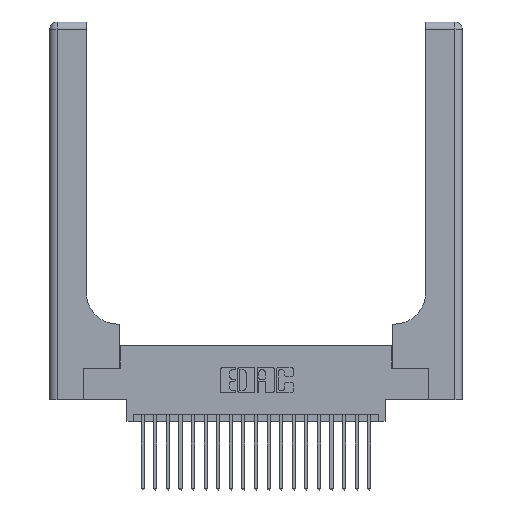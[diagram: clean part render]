
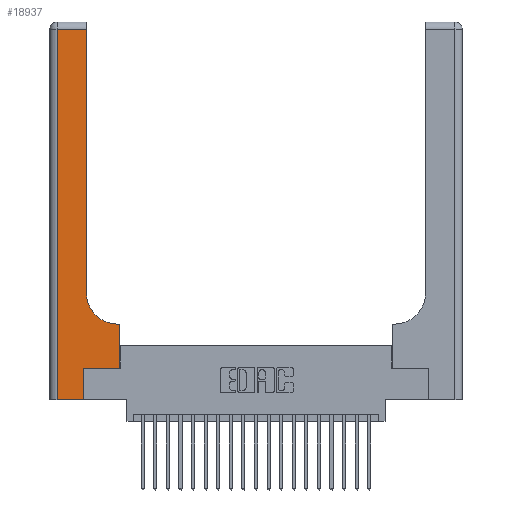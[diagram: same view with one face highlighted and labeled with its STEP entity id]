
A CAD part, top view. The second image highlights one B-rep face of the part: STEP entity #18937.
In plain terms, the highlighted planar face has unit normal (0, 0, 1).
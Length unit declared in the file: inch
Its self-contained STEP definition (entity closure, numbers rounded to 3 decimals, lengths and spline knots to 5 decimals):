
#236 = LINE ( 'NONE', #18611, #5145 ) ;
#395 = LINE ( 'NONE', #1366, #4730 ) ;
#729 = CARTESIAN_POINT ( 'NONE',  ( 0.5415, 0.6, 0.37 ) ) ;
#911 = PLANE ( 'NONE',  #18195 ) ;
#1034 = DIRECTION ( 'NONE',  ( 1., 0., 0. ) ) ;
#1366 = CARTESIAN_POINT ( 'NONE',  ( 0.2915, 0.6, 0.37 ) ) ;
#1443 = CARTESIAN_POINT ( 'NONE',  ( 0.5585, 0.25, 0.37 ) ) ;
#2186 = VERTEX_POINT ( 'NONE', #21805 ) ;
#2659 = VERTEX_POINT ( 'NONE', #17860 ) ;
#2899 = CARTESIAN_POINT ( 'NONE',  ( 0.269, 0.25, 0.37 ) ) ;
#3443 = VECTOR ( 'NONE', #19029, 39.37008 ) ;
#3786 = VERTEX_POINT ( 'NONE', #729 ) ;
#4661 = ORIENTED_EDGE ( 'NONE', *, *, #7256, .T. ) ;
#4730 = VECTOR ( 'NONE', #6864, 39.37008 ) ;
#4755 = VERTEX_POINT ( 'NONE', #16178 ) ;
#5145 = VECTOR ( 'NONE', #9637, 39.37008 ) ;
#5365 = EDGE_CURVE ( 'NONE', #3786, #8021, #6381, .T. ) ;
#5512 = DIRECTION ( 'NONE',  ( -1., 0., 0. ) ) ;
#5831 = ORIENTED_EDGE ( 'NONE', *, *, #21529, .T. ) ;
#6381 = CIRCLE ( 'NONE', #10005, 0.25 ) ;
#6389 = LINE ( 'NONE', #16920, #19596 ) ;
#6437 = DIRECTION ( 'NONE',  ( 0., 0., -1. ) ) ;
#6446 = CARTESIAN_POINT ( 'NONE',  ( 0.2915, 3., 0.37 ) ) ;
#6575 = CARTESIAN_POINT ( 'NONE',  ( 0.2915, 0.85, 0.37 ) ) ;
#6864 = DIRECTION ( 'NONE',  ( -1., 0., 0. ) ) ;
#7199 = CARTESIAN_POINT ( 'NONE',  ( 0.5415, 0.85, 0.37 ) ) ;
#7256 = EDGE_CURVE ( 'NONE', #8021, #21527, #8274, .T. ) ;
#8021 = VERTEX_POINT ( 'NONE', #6575 ) ;
#8274 = LINE ( 'NONE', #6446, #3443 ) ;
#9016 = DIRECTION ( 'NONE',  ( 1., 0., 0. ) ) ;
#9637 = DIRECTION ( 'NONE',  ( 0., 1., 0. ) ) ;
#9946 = VERTEX_POINT ( 'NONE', #10420 ) ;
#10005 = AXIS2_PLACEMENT_3D ( 'NONE', #7199, #19773, #9016 ) ;
#10095 = CARTESIAN_POINT ( 'NONE',  ( 0.2915, 2.94, 0.37 ) ) ;
#10420 = CARTESIAN_POINT ( 'NONE',  ( 0.269, 0., 0.37 ) ) ;
#10423 = VECTOR ( 'NONE', #14170, 39.37008 ) ;
#10858 = LINE ( 'NONE', #2899, #19845 ) ;
#11006 = LINE ( 'NONE', #19476, #10423 ) ;
#12883 = CARTESIAN_POINT ( 'NONE',  ( 0.06, 0., 0.37 ) ) ;
#13186 = ORIENTED_EDGE ( 'NONE', *, *, #14430, .T. ) ;
#13380 = DIRECTION ( 'NONE',  ( 0., -1., 0. ) ) ;
#13636 = DIRECTION ( 'NONE',  ( 0., 1., 0. ) ) ;
#14170 = DIRECTION ( 'NONE',  ( 1., 0., 0. ) ) ;
#14430 = EDGE_CURVE ( 'NONE', #17855, #2186, #19171, .T. ) ;
#14606 = EDGE_CURVE ( 'NONE', #17697, #9946, #11006, .T. ) ;
#16178 = CARTESIAN_POINT ( 'NONE',  ( 0.269, 0.25, 0.37 ) ) ;
#16240 = EDGE_CURVE ( 'NONE', #2186, #3786, #395, .T. ) ;
#16920 = CARTESIAN_POINT ( 'NONE',  ( 0.06, 3., 0.37 ) ) ;
#17231 = CARTESIAN_POINT ( 'NONE',  ( 0., 3., 0.37 ) ) ;
#17697 = VERTEX_POINT ( 'NONE', #12883 ) ;
#17855 = VERTEX_POINT ( 'NONE', #1443 ) ;
#17860 = CARTESIAN_POINT ( 'NONE',  ( 0.06, 2.94, 0.37 ) ) ;
#18195 = AXIS2_PLACEMENT_3D ( 'NONE', #17231, #6437, #19015 ) ;
#18520 = EDGE_LOOP ( 'NONE', ( #4661, #21771, #20420, #21511, #22617, #5831, #13186, #23208, #21269 ) ) ;
#18573 = EDGE_CURVE ( 'NONE', #21527, #2659, #23294, .T. ) ;
#18610 = VECTOR ( 'NONE', #5512, 39.37008 ) ;
#18611 = CARTESIAN_POINT ( 'NONE',  ( 0.269, 0., 0.37 ) ) ;
#18621 = VECTOR ( 'NONE', #13636, 39.37008 ) ;
#18937 = ADVANCED_FACE ( 'NONE', ( #20793 ), #911, .F. ) ;
#19015 = DIRECTION ( 'NONE',  ( -1., 0., 0. ) ) ;
#19029 = DIRECTION ( 'NONE',  ( 0., 1., 0. ) ) ;
#19171 = LINE ( 'NONE', #22500, #18621 ) ;
#19476 = CARTESIAN_POINT ( 'NONE',  ( 0., 0., 0.37 ) ) ;
#19596 = VECTOR ( 'NONE', #13380, 39.37008 ) ;
#19773 = DIRECTION ( 'NONE',  ( 0., 0., -1. ) ) ;
#19845 = VECTOR ( 'NONE', #1034, 39.37008 ) ;
#19883 = CARTESIAN_POINT ( 'NONE',  ( 0., 2.94, 0.37 ) ) ;
#20420 = ORIENTED_EDGE ( 'NONE', *, *, #20901, .T. ) ;
#20793 = FACE_OUTER_BOUND ( 'NONE', #18520, .T. ) ;
#20901 = EDGE_CURVE ( 'NONE', #2659, #17697, #6389, .T. ) ;
#21269 = ORIENTED_EDGE ( 'NONE', *, *, #5365, .T. ) ;
#21511 = ORIENTED_EDGE ( 'NONE', *, *, #14606, .T. ) ;
#21527 = VERTEX_POINT ( 'NONE', #10095 ) ;
#21529 = EDGE_CURVE ( 'NONE', #4755, #17855, #10858, .T. ) ;
#21771 = ORIENTED_EDGE ( 'NONE', *, *, #18573, .T. ) ;
#21805 = CARTESIAN_POINT ( 'NONE',  ( 0.5585, 0.6, 0.37 ) ) ;
#22500 = CARTESIAN_POINT ( 'NONE',  ( 0.5585, 0.25, 0.37 ) ) ;
#22617 = ORIENTED_EDGE ( 'NONE', *, *, #23196, .T. ) ;
#23196 = EDGE_CURVE ( 'NONE', #9946, #4755, #236, .T. ) ;
#23208 = ORIENTED_EDGE ( 'NONE', *, *, #16240, .T. ) ;
#23294 = LINE ( 'NONE', #19883, #18610 ) ;
